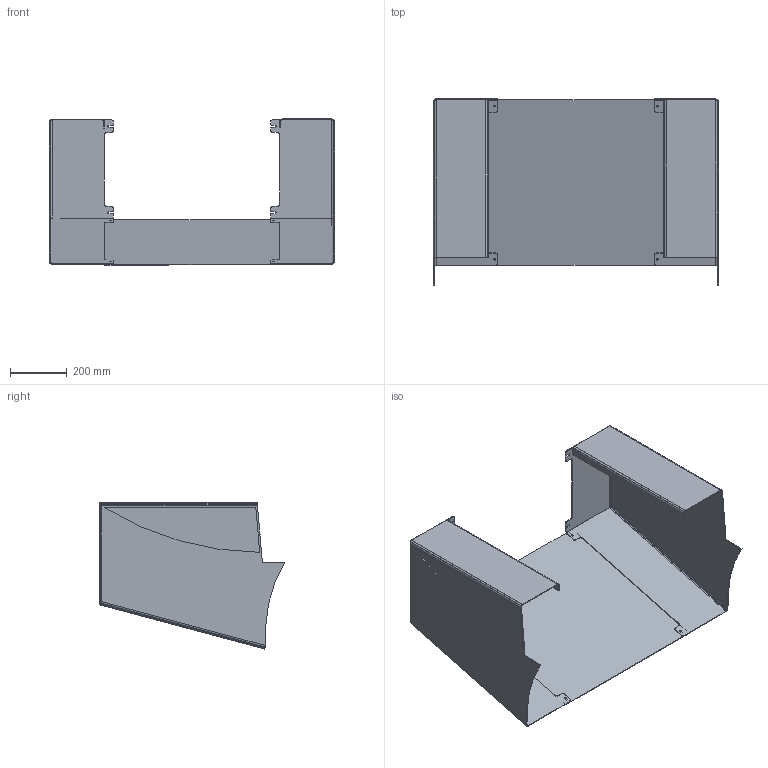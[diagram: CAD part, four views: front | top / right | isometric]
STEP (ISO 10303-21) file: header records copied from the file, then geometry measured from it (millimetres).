
FILE_DESCRIPTION (( 'STEP AP203' ), '1' );
FILE_NAME ('CounterWeight_Primary.STEP', '2023-07-27T05:57:03', ( '' ), ( '' ), 'SwSTEP 2.0', 'SolidWorks 2021', '' );
FILE_SCHEMA (( 'CONFIG_CONTROL_DESIGN' ));
Length unit declared in the file: centimetre
Products named in the file (5): Body Panels _1_; Part 10-3; CounterWeight_Primary; Part 26-1; Part 11-3
Assembly tree (4 placements, depth 3):
  CounterWeight_Primary
    Body Panels _1_
      Part 11-3
      Part 10-3
      Part 26-1
Bounding box: 1007.46 x 657.01 x 515.89 mm (x, y, z)
Volume: 4553165.2 mm3; surface area: 3018470.8 mm2
Topology: 3 solids, 3 shells, 212 faces, 548 edges, 344 vertices
Faces by surface type: plane 114, cylinder 86, bspline 12
Entity records: 9996 total; most frequent: CARTESIAN_POINT 4381, ORIENTED_EDGE 1096, DIRECTION 1016, EDGE_CURVE 548, VECTOR 352, LINE 352, VERTEX_POINT 344, AXIS2_PLACEMENT_3D 332
